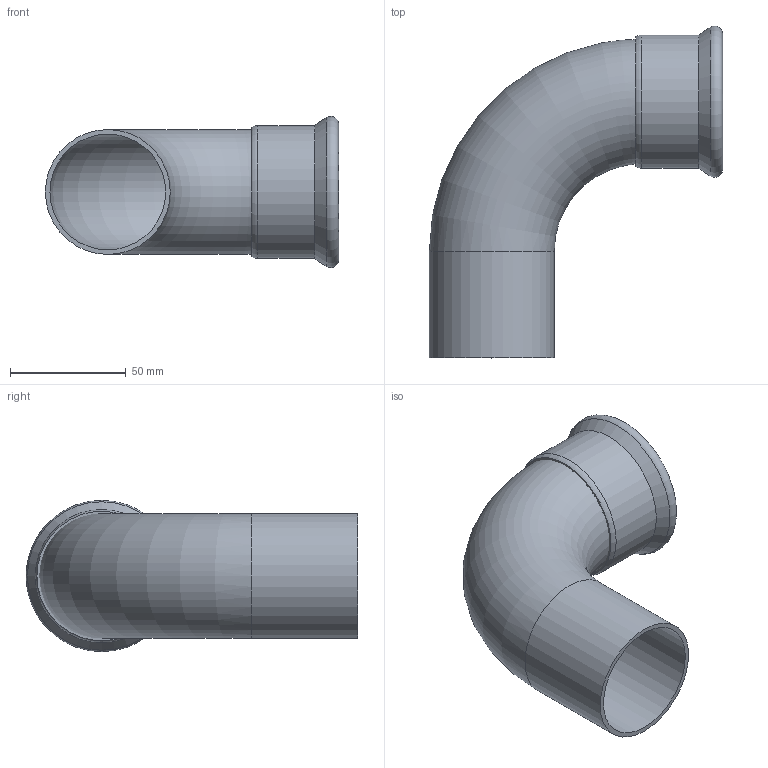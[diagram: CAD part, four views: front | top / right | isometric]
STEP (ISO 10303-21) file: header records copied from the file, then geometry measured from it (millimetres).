
FILE_DESCRIPTION(/* description */ (''),/* implementation_level */ '2;1');
FILE_NAME(/* name */ '34192.stp',/* time_stamp */ '2014-04-01T20:33:13+02:00',/* author */ ('bruh'),/* organization */ (''),/* preprocessor_version */ 'ST-DEVELOPER v15.2',/* originating_system */ 'Autodesk Inventor 2014',/* authorisation */ '');
FILE_SCHEMA (('AUTOMOTIVE_DESIGN { 1 0 10303 214 3 1 1 }'));
Length unit declared in the file: millimetre
Products named in the file (4): 433308; 900027; 34192
Bounding box: 126.8 x 143.49 x 65.39 mm (x, y, z)
Volume: 59739.4 mm3; surface area: 64584.4 mm2
Topology: 2 solids, 2 shells, 32 faces, 64 edges, 38 vertices
Faces by surface type: plane 13, cylinder 9, torus 6, cone 4
Full cylindrical faces by diameter (mm): 50 x2, 53 x1, 54 x2, 54.4 x1, 55 x1, 57.5 x1
Entity records: 933 total; most frequent: CARTESIAN_POINT 259, DIRECTION 144, ORIENTED_EDGE 86, AXIS2_PLACEMENT_3D 68, EDGE_LOOP 56, EDGE_CURVE 43, VERTEX_POINT 35, ADVANCED_FACE 32
